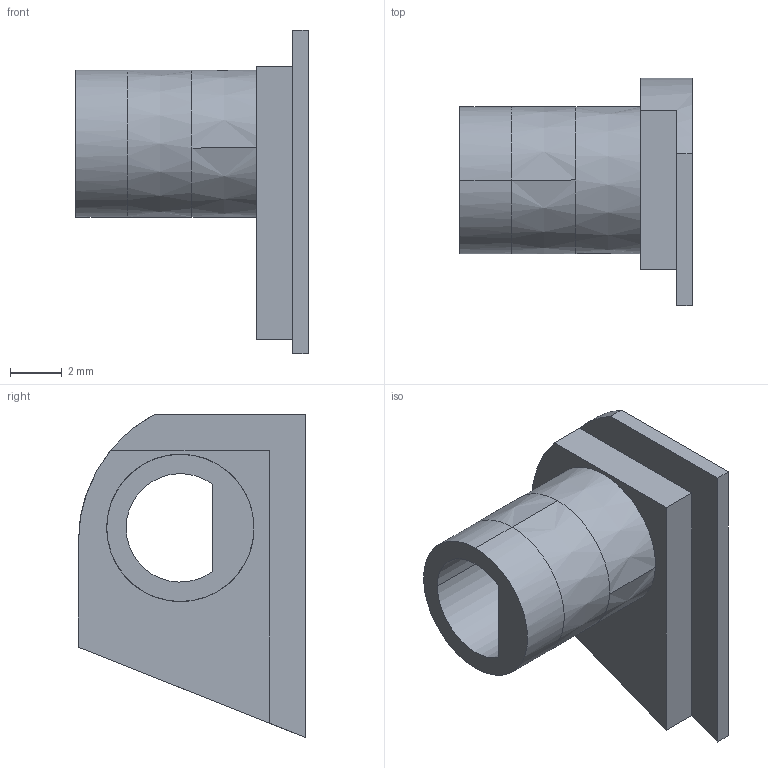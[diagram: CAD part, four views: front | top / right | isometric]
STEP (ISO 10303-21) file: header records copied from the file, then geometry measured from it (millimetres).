
FILE_DESCRIPTION (( 'STEP AP203' ), '1' );
FILE_NAME ('IP - P Pivot R.STEP', '2017-08-02T03:23:45', ( '' ), ( '' ), 'SwSTEP 2.0', 'SolidWorks 2016', '' );
FILE_SCHEMA (( 'CONFIG_CONTROL_DESIGN' ));
Length unit declared in the file: millimetre
Products named in the file (1): IP - P Pivot R
Bounding box: 9 x 8.8 x 12.52 mm (x, y, z)
Volume: 218.5 mm3; surface area: 465.1 mm2
Topology: 1 solids, 1 shells, 20 faces, 49 edges, 32 vertices
Faces by surface type: plane 11, cylinder 5, bspline 4
Entity records: 1075 total; most frequent: CARTESIAN_POINT 534, ORIENTED_EDGE 98, DIRECTION 88, EDGE_CURVE 49, VERTEX_POINT 32, AXIS2_PLACEMENT_3D 30, LINE 28, VECTOR 28
